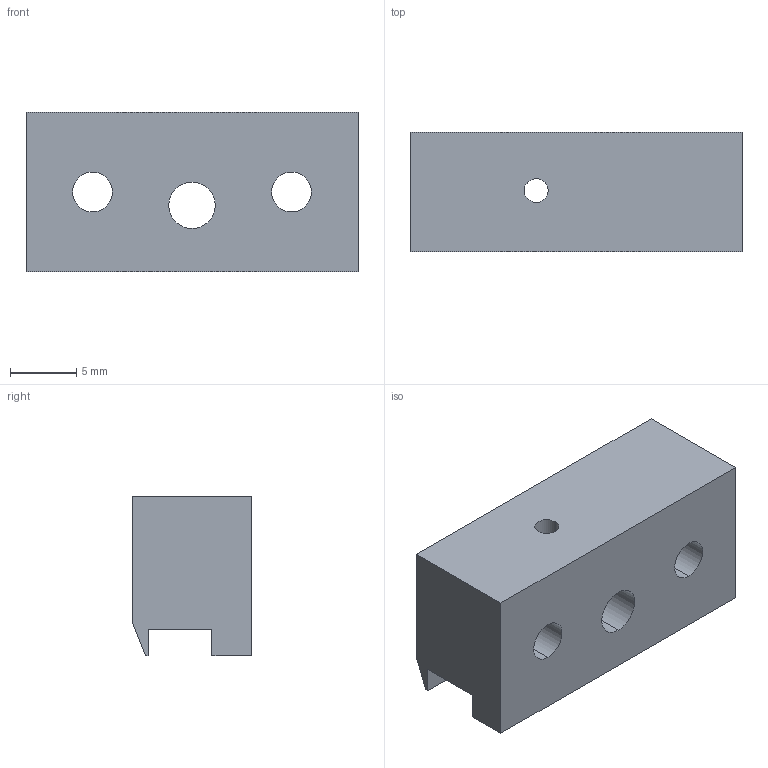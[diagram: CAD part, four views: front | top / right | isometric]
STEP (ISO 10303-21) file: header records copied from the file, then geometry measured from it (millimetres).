
FILE_DESCRIPTION (( 'STEP AP214' ), '1' );
FILE_NAME ('Guide FR.STEP', '2025-07-06T08:34:26', ( '' ), ( '' ), 'SwSTEP 2.0', 'SolidWorks 2025', '' );
FILE_SCHEMA (( 'AUTOMOTIVE_DESIGN' ));
Length unit declared in the file: millimetre
Products named in the file (1): Guide FR
Bounding box: 25 x 9 x 12 mm (x, y, z)
Volume: 2121.9 mm3; surface area: 1558.2 mm2
Topology: 1 solids, 1 shells, 28 faces, 79 edges, 52 vertices
Faces by surface type: plane 17, cylinder 11
Entity records: 961 total; most frequent: CARTESIAN_POINT 163, DIRECTION 160, ORIENTED_EDGE 158, EDGE_CURVE 79, VECTOR 54, LINE 54, AXIS2_PLACEMENT_3D 53, VERTEX_POINT 52
